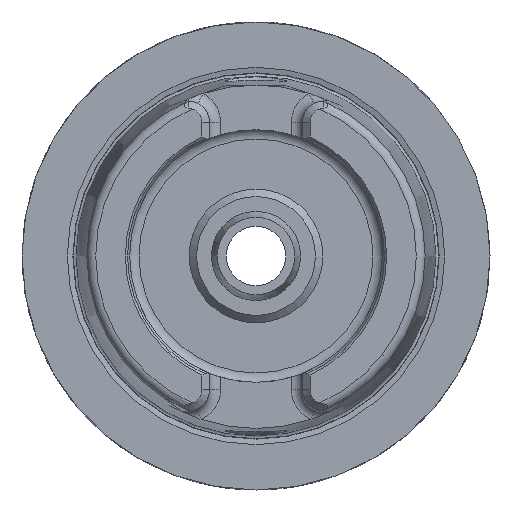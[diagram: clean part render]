
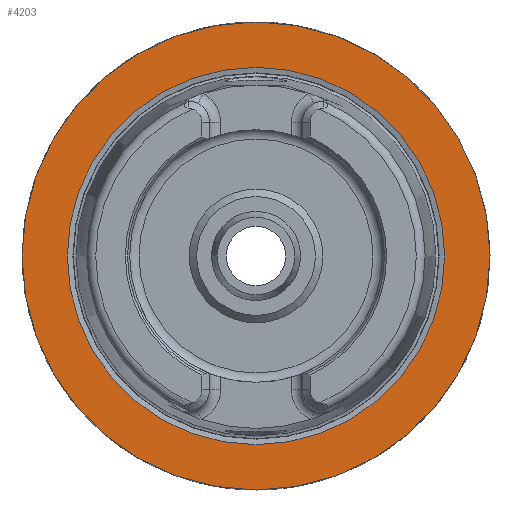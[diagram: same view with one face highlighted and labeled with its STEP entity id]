
A CAD part, left-side view. The second image highlights one B-rep face of the part: STEP entity #4203.
In plain terms, the highlighted planar face has unit normal (-1, 0, 0).
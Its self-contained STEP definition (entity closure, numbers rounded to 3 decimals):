
#3394=CARTESIAN_POINT('',(0.0,31.5,0.0));
#3395=VERTEX_POINT('',#3394);
#3396=CARTESIAN_POINT('',(0.0,0.0,0.0));
#3397=DIRECTION('',(1.0,0.0,0.0));
#3398=DIRECTION('',(0.0,1.0,0.0));
#3399=AXIS2_PLACEMENT_3D('',#3396,#3397,#3398);
#3400=CIRCLE('',#3399,31.5);
#3401=EDGE_CURVE('',#3395,#3395,#3400,.T.);
#4177=CARTESIAN_POINT('',(0.0,25.4,0.0));
#4178=VERTEX_POINT('',#4177);
#4179=CARTESIAN_POINT('',(0.0,0.0,0.0));
#4180=DIRECTION('',(1.0,0.0,0.0));
#4181=DIRECTION('',(0.0,1.0,0.0));
#4182=AXIS2_PLACEMENT_3D('',#4179,#4180,#4181);
#4183=CIRCLE('',#4182,25.4);
#4184=EDGE_CURVE('',#4178,#4178,#4183,.T.);
#4192=CARTESIAN_POINT('',(0.0,28.45,0.0));
#4193=DIRECTION('',(-1.0,0.0,0.0));
#4194=DIRECTION('',(0.0,0.0,1.0));
#4195=AXIS2_PLACEMENT_3D('',#4192,#4193,#4194);
#4196=PLANE('',#4195);
#4197=ORIENTED_EDGE('',*,*,#3401,.F.);
#4198=EDGE_LOOP('',(#4197));
#4199=FACE_OUTER_BOUND('',#4198,.T.);
#4200=ORIENTED_EDGE('',*,*,#4184,.T.);
#4201=EDGE_LOOP('',(#4200));
#4202=FACE_BOUND('',#4201,.T.);
#4203=ADVANCED_FACE('',(#4199,#4202),#4196,.T.);
